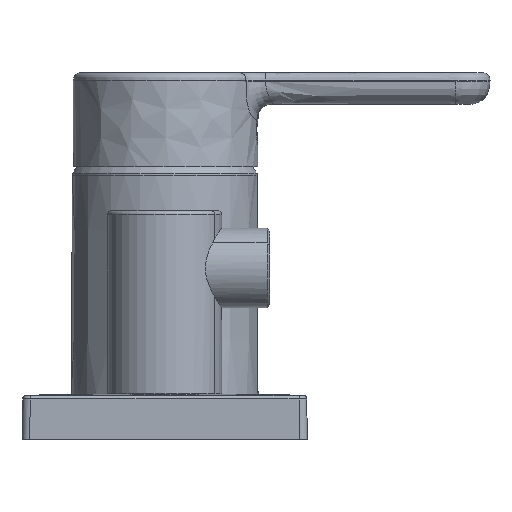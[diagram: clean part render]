
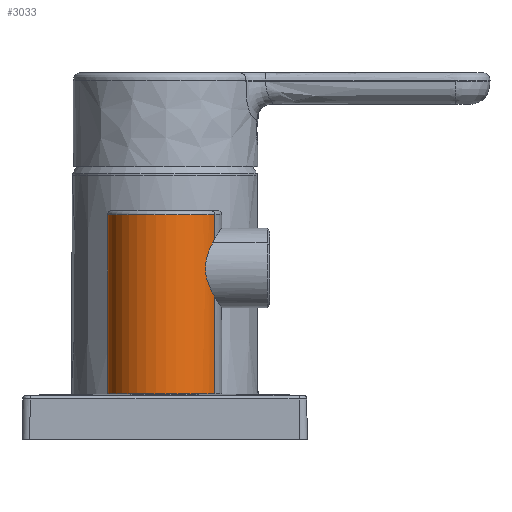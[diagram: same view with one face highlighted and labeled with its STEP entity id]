
A CAD part, left-side view. The second image highlights one B-rep face of the part: STEP entity #3033.
In plain terms, the highlighted cylindrical face has radius 15 mm (diameter 30 mm), a partial arc.
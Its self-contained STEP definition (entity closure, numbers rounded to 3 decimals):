
#25 = ORIENTED_EDGE ( 'NONE', *, *, #3977, .F. ) ;
#41 = LINE ( 'NONE', #1669, #1776 ) ;
#87 = EDGE_CURVE ( 'NONE', #675, #4231, #3995, .T. ) ;
#174 = CARTESIAN_POINT ( 'NONE',  ( -92.809, 13.164, 59.041 ) ) ;
#185 = DIRECTION ( 'NONE',  ( 0., 1., 0. ) ) ;
#242 = VERTEX_POINT ( 'NONE', #2143 ) ;
#427 = CARTESIAN_POINT ( 'NONE',  ( -110.179, -11.018, 47.639 ) ) ;
#451 = DIRECTION ( 'NONE',  ( 0., 0., -1. ) ) ;
#470 = CARTESIAN_POINT ( 'NONE',  ( -107.191, -13.164, 37.391 ) ) ;
#577 = VERTEX_POINT ( 'NONE', #174 ) ;
#602 = CARTESIAN_POINT ( 'NONE',  ( -109.937, -11.237, 41.634 ) ) ;
#675 = VERTEX_POINT ( 'NONE', #2631 ) ;
#706 = CYLINDRICAL_SURFACE ( 'NONE', #1273, 15. ) ;
#743 = ORIENTED_EDGE ( 'NONE', *, *, #87, .F. ) ;
#763 = EDGE_CURVE ( 'NONE', #4231, #2242, #2787, .T. ) ;
#821 = EDGE_CURVE ( 'NONE', #3635, #675, #1976, .T. ) ;
#885 = VECTOR ( 'NONE', #3869, 1000. ) ;
#945 = CARTESIAN_POINT ( 'NONE',  ( -109.578, -11.545, 40.727 ) ) ;
#953 = AXIS2_PLACEMENT_3D ( 'NONE', #3225, #1152, #3591 ) ;
#1136 = CARTESIAN_POINT ( 'NONE',  ( -107.652, -12.912, 37.824 ) ) ;
#1152 = DIRECTION ( 'NONE',  ( 0., 0., -1. ) ) ;
#1173 = CARTESIAN_POINT ( 'NONE',  ( -109.89, -11.278, 48.583 ) ) ;
#1273 = AXIS2_PLACEMENT_3D ( 'NONE', #2538, #451, #2879 ) ;
#1286 = CARTESIAN_POINT ( 'NONE',  ( -110.505, -10.707, 44.951 ) ) ;
#1312 = CARTESIAN_POINT ( 'NONE',  ( -109.297, -11.772, 40.151 ) ) ;
#1335 = DIRECTION ( 'NONE',  ( 0., 0., -1. ) ) ;
#1377 = ORIENTED_EDGE ( 'NONE', *, *, #3771, .F. ) ;
#1456 = VECTOR ( 'NONE', #3074, 1000. ) ;
#1467 = CARTESIAN_POINT ( 'NONE',  ( -110.304, -10.903, 42.916 ) ) ;
#1482 = CARTESIAN_POINT ( 'NONE',  ( -107.191, -13.164, 52.692 ) ) ;
#1665 = CIRCLE ( 'NONE', #953, 15. ) ;
#1669 = CARTESIAN_POINT ( 'NONE',  ( -107.191, -13.164, 58.773 ) ) ;
#1776 = VECTOR ( 'NONE', #1335, 1000. ) ;
#1805 = CARTESIAN_POINT ( 'NONE',  ( -108.917, -12.068, 50.622 ) ) ;
#1825 = CARTESIAN_POINT ( 'NONE',  ( -107.538, -12.97, 52.355 ) ) ;
#1866 = CARTESIAN_POINT ( 'NONE',  ( -110.325, -10.882, 46.982 ) ) ;
#1920 = CARTESIAN_POINT ( 'NONE',  ( -109.52, -11.593, 49.483 ) ) ;
#1949 = CARTESIAN_POINT ( 'NONE',  ( -108.071, -12.652, 38.294 ) ) ;
#1976 = B_SPLINE_CURVE_WITH_KNOTS ( 'NONE', 3,
 ( #1482, #3570, #1825, #4281, #2178, #3327 ),
 .UNSPECIFIED., .F., .F.,
 ( 4, 2, 4 ),
 ( 0., 0.001, 0.002 ),
 .UNSPECIFIED. ) ;
#2109 = CIRCLE ( 'NONE', #4317, 15. ) ;
#2120 = CARTESIAN_POINT ( 'NONE',  ( -107.191, -13.164, 58.773 ) ) ;
#2143 = CARTESIAN_POINT ( 'NONE',  ( -107.191, -13.164, 59.041 ) ) ;
#2178 = CARTESIAN_POINT ( 'NONE',  ( -108.021, -12.677, 51.822 ) ) ;
#2195 = VERTEX_POINT ( 'NONE', #4039 ) ;
#2233 = CARTESIAN_POINT ( 'NONE',  ( -109.145, -11.892, 39.872 ) ) ;
#2242 = VERTEX_POINT ( 'NONE', #3677 ) ;
#2273 = DIRECTION ( 'NONE',  ( 0., 0., -1. ) ) ;
#2433 = CARTESIAN_POINT ( 'NONE',  ( -108.171, -12.579, 51.636 ) ) ;
#2455 = ORIENTED_EDGE ( 'NONE', *, *, #821, .F. ) ;
#2514 = CARTESIAN_POINT ( 'NONE',  ( -110.092, -11.098, 47.958 ) ) ;
#2538 = CARTESIAN_POINT ( 'NONE',  ( -100., 0., 58.773 ) ) ;
#2594 = CARTESIAN_POINT ( 'NONE',  ( -110.497, -10.716, 44.606 ) ) ;
#2631 = CARTESIAN_POINT ( 'NONE',  ( -108.171, -12.579, 51.636 ) ) ;
#2667 = CARTESIAN_POINT ( 'NONE',  ( -110.42, -10.79, 43.579 ) ) ;
#2722 = CARTESIAN_POINT ( 'NONE',  ( -92.809, 13.164, 58.773 ) ) ;
#2787 = LINE ( 'NONE', #2120, #885 ) ;
#2856 = ORIENTED_EDGE ( 'NONE', *, *, #4031, .T. ) ;
#2879 = DIRECTION ( 'NONE',  ( -0.479, -0.878, 0. ) ) ;
#3006 = CARTESIAN_POINT ( 'NONE',  ( -108.638, -12.266, 39.063 ) ) ;
#3033 = ADVANCED_FACE ( 'NONE', ( #3473 ), #706, .T. ) ;
#3074 = DIRECTION ( 'NONE',  ( 0., 0., -1. ) ) ;
#3195 = CARTESIAN_POINT ( 'NONE',  ( -108.566, -12.322, 51.146 ) ) ;
#3225 = CARTESIAN_POINT ( 'NONE',  ( -100., 0., 59.041 ) ) ;
#3249 = CARTESIAN_POINT ( 'NONE',  ( -110.489, -10.723, 45.633 ) ) ;
#3264 = ORIENTED_EDGE ( 'NONE', *, *, #763, .F. ) ;
#3327 = CARTESIAN_POINT ( 'NONE',  ( -108.171, -12.579, 51.636 ) ) ;
#3372 = CARTESIAN_POINT ( 'NONE',  ( -109.706, -11.437, 41.023 ) ) ;
#3390 = CARTESIAN_POINT ( 'NONE',  ( -110.041, -11.145, 41.951 ) ) ;
#3473 = FACE_OUTER_BOUND ( 'NONE', #4393, .T. ) ;
#3544 = CARTESIAN_POINT ( 'NONE',  ( -109.378, -11.709, 49.775 ) ) ;
#3570 = CARTESIAN_POINT ( 'NONE',  ( -107.368, -13.067, 52.526 ) ) ;
#3591 = DIRECTION ( 'NONE',  ( 0., 1., 0. ) ) ;
#3612 = CARTESIAN_POINT ( 'NONE',  ( -110.464, -10.747, 45.971 ) ) ;
#3635 = VERTEX_POINT ( 'NONE', #3808 ) ;
#3677 = CARTESIAN_POINT ( 'NONE',  ( -107.191, -13.164, 12.041 ) ) ;
#3720 = CARTESIAN_POINT ( 'NONE',  ( -108.815, -12.138, 39.328 ) ) ;
#3723 = CARTESIAN_POINT ( 'NONE',  ( -110.382, -10.826, 46.645 ) ) ;
#3771 = EDGE_CURVE ( 'NONE', #2242, #2195, #2109, .T. ) ;
#3808 = CARTESIAN_POINT ( 'NONE',  ( -107.191, -13.164, 52.692 ) ) ;
#3869 = DIRECTION ( 'NONE',  ( 0., 0., -1. ) ) ;
#3977 = EDGE_CURVE ( 'NONE', #242, #3635, #41, .T. ) ;
#3995 = B_SPLINE_CURVE_WITH_KNOTS ( 'NONE', 3,
 ( #2433, #3195, #1805, #3544, #1920, #4078, #1173, #2514, #427, #1866, #3723, #3612, #3249, #1286, #2594, #2667, #1467, #3390, #602, #3372, #945, #1312, #2233, #3720, #3006, #1949, #1136, #470 ),
 .UNSPECIFIED., .F., .F.,
 ( 4, 2, 2, 2, 2, 2, 2, 2, 2, 2, 2, 2, 2, 4 ),
 ( 0.002, 0.004, 0.005, 0.006, 0.007, 0.008, 0.009, 0.01, 0.012, 0.013, 0.014, 0.015, 0.016, 0.018 ),
 .UNSPECIFIED. ) ;
#4031 = EDGE_CURVE ( 'NONE', #242, #577, #1665, .T. ) ;
#4039 = CARTESIAN_POINT ( 'NONE',  ( -92.809, 13.164, 12.041 ) ) ;
#4078 = CARTESIAN_POINT ( 'NONE',  ( -109.776, -11.378, 48.887 ) ) ;
#4119 = ORIENTED_EDGE ( 'NONE', *, *, #4265, .T. ) ;
#4231 = VERTEX_POINT ( 'NONE', #4446 ) ;
#4265 = EDGE_CURVE ( 'NONE', #577, #2195, #4360, .T. ) ;
#4281 = CARTESIAN_POINT ( 'NONE',  ( -107.864, -12.774, 52.003 ) ) ;
#4317 = AXIS2_PLACEMENT_3D ( 'NONE', #4369, #2273, #185 ) ;
#4360 = LINE ( 'NONE', #2722, #1456 ) ;
#4369 = CARTESIAN_POINT ( 'NONE',  ( -100., 0., 12.041 ) ) ;
#4393 = EDGE_LOOP ( 'NONE', ( #2856, #4119, #1377, #3264, #743, #2455, #25 ) ) ;
#4446 = CARTESIAN_POINT ( 'NONE',  ( -107.191, -13.164, 37.391 ) ) ;
